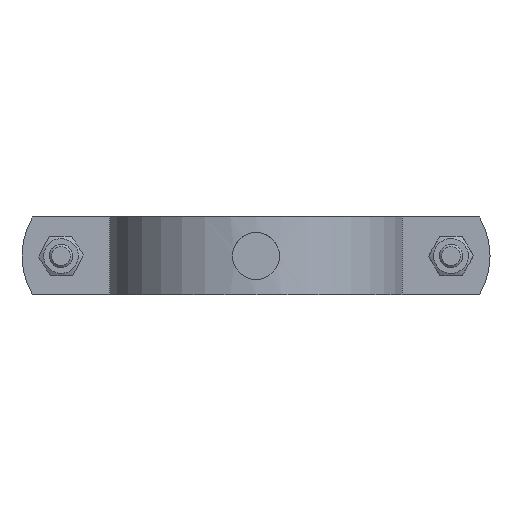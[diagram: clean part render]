
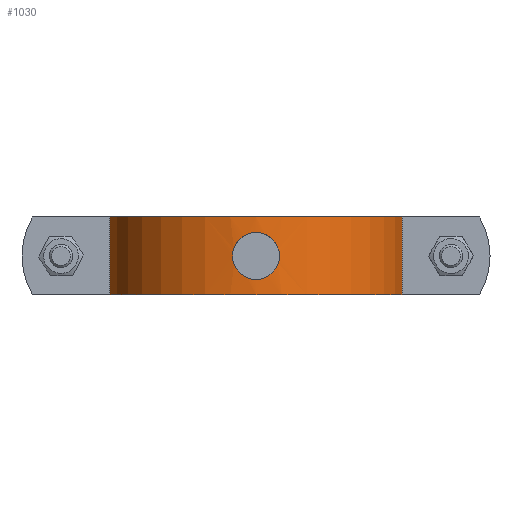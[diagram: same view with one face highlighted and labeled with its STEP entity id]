
A CAD part, front view. The second image highlights one B-rep face of the part: STEP entity #1030.
In plain terms, the highlighted cylindrical face has radius 38 mm (diameter 76 mm), a partial arc.
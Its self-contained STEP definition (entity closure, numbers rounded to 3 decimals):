
#588=CARTESIAN_POINT('',(6.,37.523,0.));
#589=VERTEX_POINT('',#588);
#590=CARTESIAN_POINT('',(6.,37.523,0.));
#591=CARTESIAN_POINT('',(6.,37.523,0.635));
#592=CARTESIAN_POINT('',(5.895,37.541,1.305));
#593=CARTESIAN_POINT('',(5.677,37.574,1.942));
#594=CARTESIAN_POINT('',(5.456,37.607,2.589));
#595=CARTESIAN_POINT('',(5.118,37.656,3.201));
#596=CARTESIAN_POINT('',(4.705,37.708,3.723));
#597=CARTESIAN_POINT('',(4.543,37.728,3.928));
#598=CARTESIAN_POINT('',(4.371,37.748,4.118));
#599=CARTESIAN_POINT('',(4.189,37.768,4.296));
#600=CARTESIAN_POINT('',(3.717,37.821,4.756));
#601=CARTESIAN_POINT('',(3.138,37.876,5.161));
#602=CARTESIAN_POINT('',(2.504,37.917,5.453));
#603=CARTESIAN_POINT('',(1.891,37.958,5.734));
#604=CARTESIAN_POINT('',(1.226,37.986,5.91));
#605=CARTESIAN_POINT('',(0.574,37.996,5.972));
#606=CARTESIAN_POINT('',(0.204,38.001,6.008));
#607=CARTESIAN_POINT('',(-0.155,38.001,6.009));
#608=CARTESIAN_POINT('',(-0.525,37.996,5.977));
#609=CARTESIAN_POINT('',(-1.182,37.987,5.919));
#610=CARTESIAN_POINT('',(-1.855,37.96,5.747));
#611=CARTESIAN_POINT('',(-2.475,37.919,5.466));
#612=CARTESIAN_POINT('',(-3.084,37.88,5.19));
#613=CARTESIAN_POINT('',(-3.644,37.828,4.809));
#614=CARTESIAN_POINT('',(-4.107,37.777,4.374));
#615=CARTESIAN_POINT('',(-4.284,37.758,4.208));
#616=CARTESIAN_POINT('',(-4.449,37.739,4.034));
#617=CARTESIAN_POINT('',(-4.607,37.72,3.844));
#618=CARTESIAN_POINT('',(-5.03,37.668,3.336));
#619=CARTESIAN_POINT('',(-5.384,37.617,2.735));
#620=CARTESIAN_POINT('',(-5.623,37.582,2.094));
#621=CARTESIAN_POINT('',(-5.806,37.554,1.603));
#622=CARTESIAN_POINT('',(-5.922,37.536,1.088));
#623=CARTESIAN_POINT('',(-5.972,37.528,0.582));
#624=CARTESIAN_POINT('',(-6.008,37.522,0.209));
#625=CARTESIAN_POINT('',(-6.01,37.522,-0.152));
#626=CARTESIAN_POINT('',(-5.977,37.527,-0.524));
#627=CARTESIAN_POINT('',(-5.92,37.536,-1.178));
#628=CARTESIAN_POINT('',(-5.749,37.564,-1.847));
#629=CARTESIAN_POINT('',(-5.47,37.604,-2.465));
#630=CARTESIAN_POINT('',(-5.295,37.63,-2.855));
#631=CARTESIAN_POINT('',(-5.077,37.66,-3.225));
#632=CARTESIAN_POINT('',(-4.828,37.692,-3.562));
#633=CARTESIAN_POINT('',(-4.655,37.714,-3.796));
#634=CARTESIAN_POINT('',(-4.468,37.737,-4.014));
#635=CARTESIAN_POINT('',(-4.271,37.759,-4.214));
#636=CARTESIAN_POINT('',(-4.091,37.78,-4.397));
#637=CARTESIAN_POINT('',(-3.896,37.8,-4.57));
#638=CARTESIAN_POINT('',(-3.687,37.821,-4.733));
#639=CARTESIAN_POINT('',(-3.164,37.872,-5.141));
#640=CARTESIAN_POINT('',(-2.552,37.92,-5.473));
#641=CARTESIAN_POINT('',(-1.907,37.952,-5.689));
#642=CARTESIAN_POINT('',(-1.324,37.981,-5.884));
#643=CARTESIAN_POINT('',(-0.714,37.998,-5.986));
#644=CARTESIAN_POINT('',(-0.129,38.,-5.999));
#645=CARTESIAN_POINT('',(0.098,38.001,-6.004));
#646=CARTESIAN_POINT('',(0.325,37.999,-5.996));
#647=CARTESIAN_POINT('',(0.556,37.996,-5.974));
#648=CARTESIAN_POINT('',(1.21,37.986,-5.913));
#649=CARTESIAN_POINT('',(1.878,37.959,-5.739));
#650=CARTESIAN_POINT('',(2.494,37.918,-5.457));
#651=CARTESIAN_POINT('',(2.883,37.892,-5.279));
#652=CARTESIAN_POINT('',(3.253,37.862,-5.059));
#653=CARTESIAN_POINT('',(3.589,37.83,-4.808));
#654=CARTESIAN_POINT('',(3.824,37.808,-4.633));
#655=CARTESIAN_POINT('',(4.042,37.785,-4.443));
#656=CARTESIAN_POINT('',(4.241,37.763,-4.244));
#657=CARTESIAN_POINT('',(4.409,37.744,-4.076));
#658=CARTESIAN_POINT('',(4.571,37.724,-3.895));
#659=CARTESIAN_POINT('',(4.722,37.705,-3.701));
#660=CARTESIAN_POINT('',(5.131,37.654,-3.179));
#661=CARTESIAN_POINT('',(5.464,37.606,-2.569));
#662=CARTESIAN_POINT('',(5.683,37.573,-1.925));
#663=CARTESIAN_POINT('',(5.897,37.54,-1.294));
#664=CARTESIAN_POINT('',(6.,37.523,-0.629));
#665=CARTESIAN_POINT('',(6.,37.523,0.));
#666=B_SPLINE_CURVE_WITH_KNOTS('',3,(#590,#591,#592,#593,#594,#595,#596,#597,#598,#599,#600,#601,#602,#603,#604,#605,#606,#607,#608,#609,#610,#611,#612,#613,#614,#615,#616,#617,#618,#619,#620,#621,#622,#623,#624,#625,#626,#627,#628,#629,#630,#631,#632,#633,#634,#635,#636,#637,#638,#639,#640,#641,#642,#643,#644,#645,#646,#647,#648,#649,#650,#651,#652,#653,#654,#655,#656,#657,#658,#659,#660,#661,#662,#663,#664,#665),.UNSPECIFIED.,.T.,.U.,(4,3,3,3,3,3,3,3,3,3,3,3,3,3,3,3,3,3,3,3,3,3,3,3,3,4),(0.0,0.19,0.384,0.46,0.658,0.849,0.958,1.15,1.34,1.412,1.606,1.754,1.863,2.055,2.176,2.26,2.337,2.53,2.704,2.772,2.964,3.085,3.17,3.241,3.434,3.623),.UNSPECIFIED.);
#667=EDGE_CURVE('',#589,#589,#666,.T.);
#848=CARTESIAN_POINT('',(37.44,6.5,10.0));
#849=VERTEX_POINT('',#848);
#856=CARTESIAN_POINT('',(-37.44,6.5,10.0));
#857=VERTEX_POINT('',#856);
#858=CARTESIAN_POINT('',(0.0,0.0,10.0));
#859=DIRECTION('',(0.0,0.0,-1.));
#860=DIRECTION('',(-0.985,-0.171,0.0));
#861=AXIS2_PLACEMENT_3D('',#858,#859,#860);
#862=CIRCLE('',#861,38.0);
#863=EDGE_CURVE('',#857,#849,#862,.T.);
#903=CARTESIAN_POINT('',(37.44,6.5,-10.0));
#904=VERTEX_POINT('',#903);
#911=CARTESIAN_POINT('',(37.44,6.5,10.0));
#912=DIRECTION('',(0.0,0.0,-1.0));
#913=VECTOR('',#912,20.0);
#914=LINE('',#911,#913);
#915=EDGE_CURVE('',#849,#904,#914,.T.);
#992=CARTESIAN_POINT('',(-37.44,6.5,-10.0));
#993=VERTEX_POINT('',#992);
#1000=CARTESIAN_POINT('',(0.0,0.0,-10.0));
#1001=DIRECTION('',(0.0,0.0,1.));
#1002=DIRECTION('',(-0.985,-0.171,0.0));
#1003=AXIS2_PLACEMENT_3D('',#1000,#1001,#1002);
#1004=CIRCLE('',#1003,38.0);
#1005=EDGE_CURVE('',#904,#993,#1004,.T.);
#1011=CARTESIAN_POINT('',(0.0,0.0,0.0));
#1012=DIRECTION('',(0.0,0.0,1.0));
#1013=DIRECTION('',(-0.985,-0.171,0.0));
#1014=AXIS2_PLACEMENT_3D('',#1011,#1012,#1013);
#1015=CYLINDRICAL_SURFACE('',#1014,38.);
#1016=ORIENTED_EDGE('',*,*,#863,.T.);
#1017=ORIENTED_EDGE('',*,*,#915,.T.);
#1018=ORIENTED_EDGE('',*,*,#1005,.T.);
#1019=CARTESIAN_POINT('',(-37.44,6.5,10.0));
#1020=DIRECTION('',(0.0,0.0,-1.0));
#1021=VECTOR('',#1020,20.0);
#1022=LINE('',#1019,#1021);
#1023=EDGE_CURVE('',#857,#993,#1022,.T.);
#1024=ORIENTED_EDGE('',*,*,#1023,.F.);
#1025=EDGE_LOOP('',(#1016,#1017,#1018,#1024));
#1026=FACE_OUTER_BOUND('',#1025,.T.);
#1027=ORIENTED_EDGE('',*,*,#667,.T.);
#1028=EDGE_LOOP('',(#1027));
#1029=FACE_BOUND('',#1028,.T.);
#1030=ADVANCED_FACE('',(#1026,#1029),#1015,.T.);
